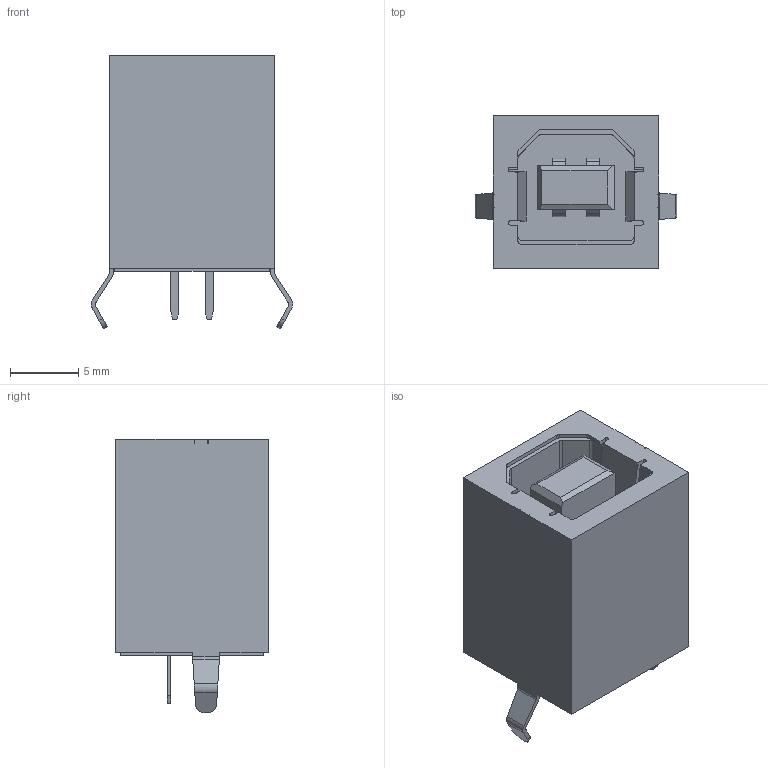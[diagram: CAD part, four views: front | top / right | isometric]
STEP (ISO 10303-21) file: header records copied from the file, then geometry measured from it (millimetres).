
FILE_DESCRIPTION (( 'STEP AP214' ), '1' );
FILE_NAME ('CUI_DEVICES_UJ2-BV-1-TH.step', '2019-10-22T13:47:52', ( '' ), ( '' ), 'SwSTEP 2.0', 'SolidWorks 2019', '' );
FILE_SCHEMA (( 'AUTOMOTIVE_DESIGN' ));
Length unit declared in the file: inch
Products named in the file (3): CUI_DEVICES_UJ2-BV-1-TH; UJ2-BV-TH Shield; UJ2-BV-TH Insulator
Assembly tree (2 placements, depth 2):
  CUI_DEVICES_UJ2-BV-1-TH
    UJ2-BV-TH Shield
    UJ2-BV-TH Insulator
Bounding box: 14.7 x 11.15 x 20 mm (x, y, z)
Volume: 1623.7 mm3; surface area: 3046.6 mm2
Topology: 2 solids, 2 shells, 190 faces, 536 edges, 356 vertices
Faces by surface type: plane 146, cylinder 44
Entity records: 6901 total; most frequent: CARTESIAN_POINT 1171, ORIENTED_EDGE 1072, DIRECTION 958, EDGE_CURVE 536, LINE 448, VECTOR 448, VERTEX_POINT 356, AXIS2_PLACEMENT_3D 255
